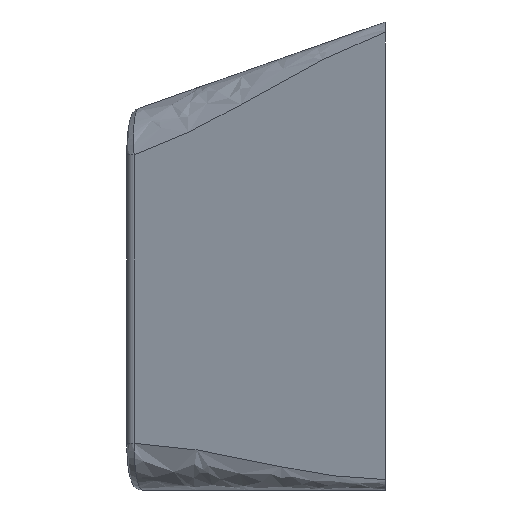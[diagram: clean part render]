
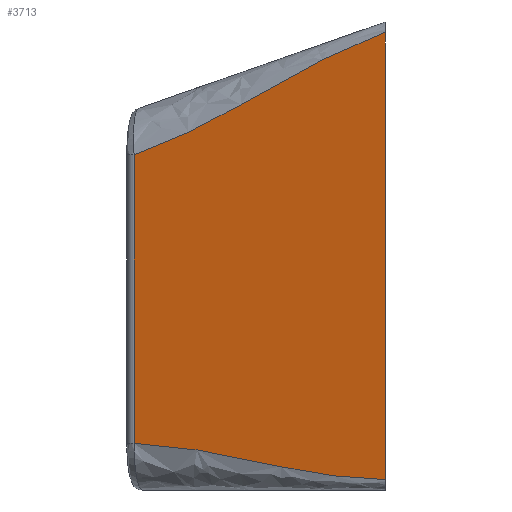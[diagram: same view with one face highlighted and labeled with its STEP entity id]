
A CAD part, left-side view. The second image highlights one B-rep face of the part: STEP entity #3713.
In plain terms, the highlighted planar face has unit normal (-0.958, 0.287, 0).
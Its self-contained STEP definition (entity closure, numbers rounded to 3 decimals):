
#3404=EDGE_CURVE('',#3405,#3407,#3409,.F.);
#3405=VERTEX_POINT('',#3406);
#3406=CARTESIAN_POINT('',(0.0,0.0,-0.384));
#3407=VERTEX_POINT('',#3408);
#3408=CARTESIAN_POINT('',(0.0,0.0,-17.6));
#3409=LINE('',#3410,#3411);
#3410=CARTESIAN_POINT('',(0.0,0.0,0.0));
#3411=VECTOR('',#3412,1.0);
#3412=DIRECTION('',(0.0,0.0,1.0));
#3713=ADVANCED_FACE('',(#3714),#3753,.F.);
#3714=FACE_BOUND('',#3715,.T.);
#3715=EDGE_LOOP('',(#3716,#3731,#3739,#3752));
#3716=ORIENTED_EDGE('',*,*,#3717,.T.);
#3717=EDGE_CURVE('',#3405,#3718,#3720,.T.);
#3718=VERTEX_POINT('',#3719);
#3719=CARTESIAN_POINT('',(2.899,9.664,-5.108));
#3720=B_SPLINE_CURVE_WITH_KNOTS('',3,(#3721,#3722,#3723,#3724,#3725,#3726,#3727,#3728,#3729,#3730),.UNSPECIFIED.,.F.,.U.,(4,3,3,4),(-0.023,0.0,0.011,0.035),.UNSPECIFIED.);
#3721=CARTESIAN_POINT('',(-6.332,-21.107,7.004));
#3722=CARTESIAN_POINT('',(-4.233,-14.108,4.554));
#3723=CARTESIAN_POINT('',(-2.133,-7.11,2.105));
#3724=CARTESIAN_POINT('',(-0.033,-0.111,-0.345));
#3725=CARTESIAN_POINT('',(0.967,3.223,-1.511));
#3726=CARTESIAN_POINT('',(1.851,6.168,-3.885));
#3727=CARTESIAN_POINT('',(2.851,9.502,-5.052));
#3728=CARTESIAN_POINT('',(5.0,16.667,-7.559));
#3729=CARTESIAN_POINT('',(7.149,23.832,-10.067));
#3730=CARTESIAN_POINT('',(9.299,30.996,-12.575));
#3731=ORIENTED_EDGE('',*,*,#3732,.T.);
#3732=EDGE_CURVE('',#3718,#3733,#3735,.T.);
#3733=VERTEX_POINT('',#3734);
#3734=CARTESIAN_POINT('',(2.899,9.664,-16.205));
#3735=LINE('',#3736,#3737);
#3736=CARTESIAN_POINT('',(2.899,9.664,0.0));
#3737=VECTOR('',#3738,1.0);
#3738=DIRECTION('',(0.0,0.0,-1.0));
#3739=ORIENTED_EDGE('',*,*,#3740,.T.);
#3740=EDGE_CURVE('',#3733,#3407,#3741,.T.);
#3741=B_SPLINE_CURVE_WITH_KNOTS('',3,(#3742,#3743,#3744,#3745,#3746,#3747,#3748,#3749,#3750,#3751),.UNSPECIFIED.,.F.,.U.,(4,3,3,4),(-0.032,-0.01,0.0,0.021),.UNSPECIFIED.);
#3742=CARTESIAN_POINT('',(9.235,30.783,-16.2));
#3743=CARTESIAN_POINT('',(7.157,23.855,-16.2));
#3744=CARTESIAN_POINT('',(5.078,16.928,-16.2));
#3745=CARTESIAN_POINT('',(3.0,10.0,-16.2));
#3746=CARTESIAN_POINT('',(2.0,6.667,-16.2));
#3747=CARTESIAN_POINT('',(1.0,3.333,-17.6));
#3748=CARTESIAN_POINT('',(0.,0.,-17.6));
#3749=CARTESIAN_POINT('',(-2.052,-6.841,-17.6));
#3750=CARTESIAN_POINT('',(-4.104,-13.681,-17.6));
#3751=CARTESIAN_POINT('',(-6.157,-20.522,-17.6));
#3752=ORIENTED_EDGE('',*,*,#3404,.F.);
#3753=PLANE('',#3754);
#3754=AXIS2_PLACEMENT_3D('',#3755,#3756,#3757);
#3755=CARTESIAN_POINT('',(0.,0.,0.0));
#3756=DIRECTION('',(0.958,-0.287,0.0));
#3757=DIRECTION('',(0.287,0.958,0.0));
